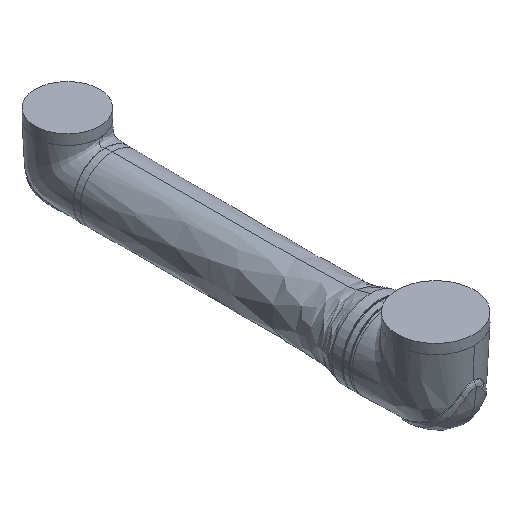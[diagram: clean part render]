
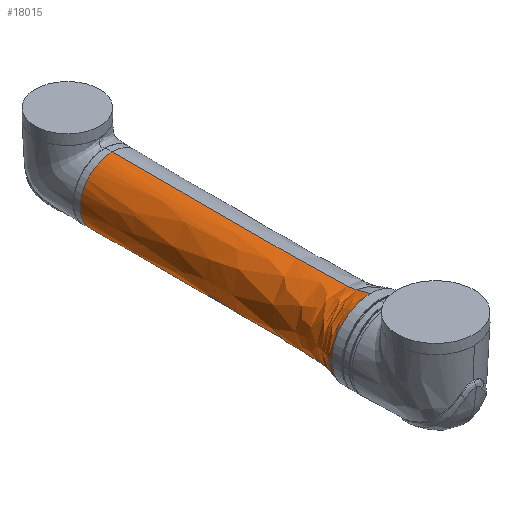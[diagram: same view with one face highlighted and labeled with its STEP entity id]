
A CAD part, isometric view. The second image highlights one B-rep face of the part: STEP entity #18015.
In plain terms, the highlighted free-form (B-spline) face has degree [5, 3] with [6, 4] control points.
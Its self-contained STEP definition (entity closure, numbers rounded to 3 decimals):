
#229 = EDGE_CURVE ( 'NONE', #20422, #20239, #768, .T. ) ;
#768 = B_SPLINE_CURVE_WITH_KNOTS ( 'NONE', 5,
 ( #3182, #20049, #19635, #7051, #18112, #5398 ),
 .UNSPECIFIED., .F., .F.,
 ( 6, 6 ),
 ( 0., 1. ),
 .UNSPECIFIED. ) ;
#1228 = DIRECTION ( 'NONE',  ( 0., 0., 1. ) ) ;
#1708 = B_SPLINE_CURVE_WITH_KNOTS ( 'NONE', 5,
 ( #8294, #19066, #12850, #16860, #8840, #25250 ),
 .UNSPECIFIED., .F., .F.,
 ( 6, 6 ),
 ( 0., 1. ),
 .UNSPECIFIED. ) ;
#1781 = ORIENTED_EDGE ( 'NONE', *, *, #229, .T. ) ;
#1847 = FACE_OUTER_BOUND ( 'NONE', #9722, .T. ) ;
#2583 = EDGE_CURVE ( 'NONE', #14546, #25701, #1708, .T. ) ;
#3182 = CARTESIAN_POINT ( 'NONE',  ( 0., 152.9, 90. ) ) ;
#3341 = CARTESIAN_POINT ( 'NONE',  ( -152., 244.9, -76. ) ) ;
#3612 = AXIS2_PLACEMENT_3D ( 'NONE', #10672, #7003, #17651 ) ;
#4862 = CARTESIAN_POINT ( 'NONE',  ( 0., 757., 75. ) ) ;
#5199 = CARTESIAN_POINT ( 'NONE',  ( 0., 152.9, -90. ) ) ;
#5398 = CARTESIAN_POINT ( 'NONE',  ( 0., 757., 75. ) ) ;
#5416 = CARTESIAN_POINT ( 'NONE',  ( 0., 244.9, -76. ) ) ;
#5696 = CIRCLE ( 'NONE', #25518, 75. ) ;
#5853 = CARTESIAN_POINT ( 'NONE',  ( -169.4, 174.9, 84.7 ) ) ;
#7003 = DIRECTION ( 'NONE',  ( 0., 1., 0. ) ) ;
#7051 = CARTESIAN_POINT ( 'NONE',  ( 0., 203.4, 72.9 ) ) ;
#7255 =( BOUNDED_SURFACE ( )  B_SPLINE_SURFACE ( 5, 3, ( 
 ( #8339, #12233, #16370, #16767 ),
 ( #24759, #22832, #5853, #18567 ),
 ( #16903, #8072, #16503, #24894 ),
 ( #14831, #13574, #13438, #11516 ),
 ( #5416, #3341, #21846, #22267 ),
 ( #15929, #23908, #19650, #4862 ) ),
 .UNSPECIFIED., .F., .F., .F. ) 
 B_SPLINE_SURFACE_WITH_KNOTS ( ( 6, 6 ),
 ( 4, 4 ),
 ( 0., 1. ),
 ( 0., 1. ),
 .UNSPECIFIED. ) 
 GEOMETRIC_REPRESENTATION_ITEM ( )  RATIONAL_B_SPLINE_SURFACE ( (
 ( 1., 0.333, 0.333, 1.),
 ( 1., 0.333, 0.333, 1.),
 ( 1., 0.333, 0.333, 1.),
 ( 1., 0.333, 0.333, 1.),
 ( 1., 0.333, 0.333, 1.),
 ( 1., 0.333, 0.333, 1.) ) ) 
 REPRESENTATION_ITEM ( '' )  SURFACE ( )  );
#7695 = CARTESIAN_POINT ( 'NONE',  ( -90., 152.9, 0. ) ) ;
#8072 = CARTESIAN_POINT ( 'NONE',  ( -153.6, 198.3, -76.8 ) ) ;
#8121 = ORIENTED_EDGE ( 'NONE', *, *, #12230, .T. ) ;
#8294 = CARTESIAN_POINT ( 'NONE',  ( 0., 152.9, -90. ) ) ;
#8339 = CARTESIAN_POINT ( 'NONE',  ( 0., 152.9, -90. ) ) ;
#8840 = CARTESIAN_POINT ( 'NONE',  ( 0., 244.9, -76. ) ) ;
#9722 = EDGE_LOOP ( 'NONE', ( #8121, #22686, #1781, #18630, #26815 ) ) ;
#9951 = CARTESIAN_POINT ( 'NONE',  ( 0., 757., 0. ) ) ;
#10085 = DIRECTION ( 'NONE',  ( 0., 1., 0. ) ) ;
#10672 = CARTESIAN_POINT ( 'NONE',  ( 0., 152.9, 0. ) ) ;
#11516 = CARTESIAN_POINT ( 'NONE',  ( 0., 203.4, 72.9 ) ) ;
#12230 = EDGE_CURVE ( 'NONE', #14546, #15566, #27321, .T. ) ;
#12233 = CARTESIAN_POINT ( 'NONE',  ( -180., 152.9, -90. ) ) ;
#12850 = CARTESIAN_POINT ( 'NONE',  ( 0., 198.3, -76.8 ) ) ;
#13316 = CIRCLE ( 'NONE', #3612, 90. ) ;
#13438 = CARTESIAN_POINT ( 'NONE',  ( -145.8, 203.4, 72.9 ) ) ;
#13574 = CARTESIAN_POINT ( 'NONE',  ( -145.8, 203.4, -72.9 ) ) ;
#13724 = CARTESIAN_POINT ( 'NONE',  ( 0., 757., -75. ) ) ;
#14118 = CARTESIAN_POINT ( 'NONE',  ( 0., 757., 75. ) ) ;
#14546 = VERTEX_POINT ( 'NONE', #5199 ) ;
#14831 = CARTESIAN_POINT ( 'NONE',  ( 0., 203.4, -72.9 ) ) ;
#15419 = DIRECTION ( 'NONE',  ( 0., 1., 0. ) ) ;
#15566 = VERTEX_POINT ( 'NONE', #7695 ) ;
#15929 = CARTESIAN_POINT ( 'NONE',  ( 0., 757., -75. ) ) ;
#16370 = CARTESIAN_POINT ( 'NONE',  ( -180., 152.9, 90. ) ) ;
#16503 = CARTESIAN_POINT ( 'NONE',  ( -153.6, 198.3, 76.8 ) ) ;
#16767 = CARTESIAN_POINT ( 'NONE',  ( 0., 152.9, 90. ) ) ;
#16860 = CARTESIAN_POINT ( 'NONE',  ( 0., 203.4, -72.9 ) ) ;
#16903 = CARTESIAN_POINT ( 'NONE',  ( 0., 198.3, -76.8 ) ) ;
#17640 = AXIS2_PLACEMENT_3D ( 'NONE', #26019, #15419, #17904 ) ;
#17651 = DIRECTION ( 'NONE',  ( 1., 0., 0. ) ) ;
#17904 = DIRECTION ( 'NONE',  ( 1., 0., 0. ) ) ;
#18015 = ADVANCED_FACE ( 'NONE', ( #1847 ), #7255, .F. ) ;
#18112 = CARTESIAN_POINT ( 'NONE',  ( 0., 244.9, 76. ) ) ;
#18567 = CARTESIAN_POINT ( 'NONE',  ( 0., 174.9, 84.7 ) ) ;
#18630 = ORIENTED_EDGE ( 'NONE', *, *, #20659, .F. ) ;
#19066 = CARTESIAN_POINT ( 'NONE',  ( 0., 174.9, -84.7 ) ) ;
#19635 = CARTESIAN_POINT ( 'NONE',  ( 0., 198.3, 76.8 ) ) ;
#19650 = CARTESIAN_POINT ( 'NONE',  ( -150., 757., 75. ) ) ;
#20049 = CARTESIAN_POINT ( 'NONE',  ( 0., 174.9, 84.7 ) ) ;
#20239 = VERTEX_POINT ( 'NONE', #14118 ) ;
#20422 = VERTEX_POINT ( 'NONE', #21402 ) ;
#20659 = EDGE_CURVE ( 'NONE', #25701, #20239, #5696, .T. ) ;
#21402 = CARTESIAN_POINT ( 'NONE',  ( 0., 152.9, 90. ) ) ;
#21846 = CARTESIAN_POINT ( 'NONE',  ( -152., 244.9, 76. ) ) ;
#22267 = CARTESIAN_POINT ( 'NONE',  ( 0., 244.9, 76. ) ) ;
#22686 = ORIENTED_EDGE ( 'NONE', *, *, #24883, .T. ) ;
#22832 = CARTESIAN_POINT ( 'NONE',  ( -169.4, 174.9, -84.7 ) ) ;
#23908 = CARTESIAN_POINT ( 'NONE',  ( -150., 757., -75. ) ) ;
#24759 = CARTESIAN_POINT ( 'NONE',  ( 0., 174.9, -84.7 ) ) ;
#24883 = EDGE_CURVE ( 'NONE', #15566, #20422, #13316, .T. ) ;
#24894 = CARTESIAN_POINT ( 'NONE',  ( 0., 198.3, 76.8 ) ) ;
#25250 = CARTESIAN_POINT ( 'NONE',  ( 0., 757., -75. ) ) ;
#25518 = AXIS2_PLACEMENT_3D ( 'NONE', #9951, #10085, #1228 ) ;
#25701 = VERTEX_POINT ( 'NONE', #13724 ) ;
#26019 = CARTESIAN_POINT ( 'NONE',  ( 0., 152.9, 0. ) ) ;
#26815 = ORIENTED_EDGE ( 'NONE', *, *, #2583, .F. ) ;
#27321 = CIRCLE ( 'NONE', #17640, 90. ) ;
